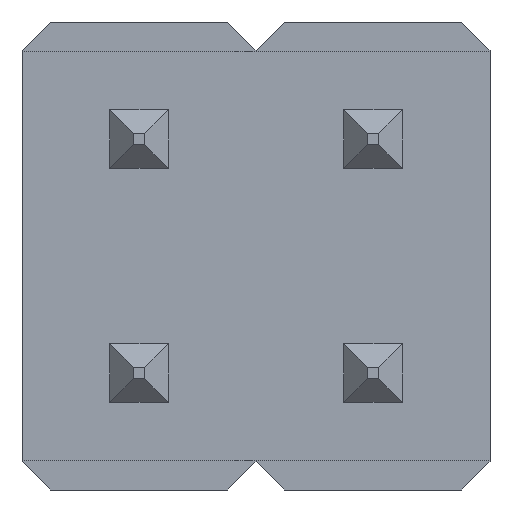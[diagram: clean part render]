
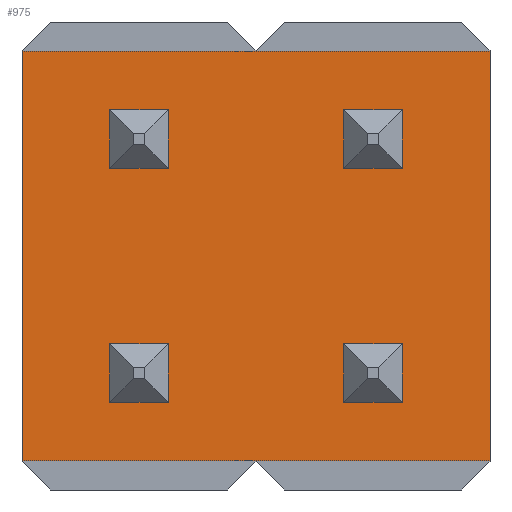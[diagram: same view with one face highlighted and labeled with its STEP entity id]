
A CAD part, front view. The second image highlights one B-rep face of the part: STEP entity #975.
In plain terms, the highlighted planar face has unit normal (0, -1, 0).
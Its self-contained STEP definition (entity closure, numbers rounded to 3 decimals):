
#218=ORIENTED_EDGE('',*,*,#330,.F.);
#219=ORIENTED_EDGE('',*,*,#317,.F.);
#220=ORIENTED_EDGE('',*,*,#314,.F.);
#221=ORIENTED_EDGE('',*,*,#311,.F.);
#222=ORIENTED_EDGE('',*,*,#332,.F.);
#223=ORIENTED_EDGE('',*,*,#327,.F.);
#224=ORIENTED_EDGE('',*,*,#324,.F.);
#225=ORIENTED_EDGE('',*,*,#321,.F.);
#226=ORIENTED_EDGE('',*,*,#376,.F.);
#227=ORIENTED_EDGE('',*,*,#363,.F.);
#228=ORIENTED_EDGE('',*,*,#360,.F.);
#229=ORIENTED_EDGE('',*,*,#357,.F.);
#230=ORIENTED_EDGE('',*,*,#378,.F.);
#231=ORIENTED_EDGE('',*,*,#373,.F.);
#232=ORIENTED_EDGE('',*,*,#370,.F.);
#233=ORIENTED_EDGE('',*,*,#367,.F.);
#234=ORIENTED_EDGE('',*,*,#309,.F.);
#235=ORIENTED_EDGE('',*,*,#402,.F.);
#236=ORIENTED_EDGE('',*,*,#351,.T.);
#237=ORIENTED_EDGE('',*,*,#403,.T.);
#309=EDGE_CURVE('',#439,#432,#523,.T.);
#311=EDGE_CURVE('',#441,#442,#525,.T.);
#314=EDGE_CURVE('',#442,#444,#528,.T.);
#317=EDGE_CURVE('',#444,#446,#531,.T.);
#321=EDGE_CURVE('',#449,#450,#535,.T.);
#324=EDGE_CURVE('',#450,#452,#538,.T.);
#327=EDGE_CURVE('',#452,#454,#541,.T.);
#330=EDGE_CURVE('',#446,#441,#544,.T.);
#332=EDGE_CURVE('',#454,#449,#546,.T.);
#351=EDGE_CURVE('',#471,#470,#565,.T.);
#357=EDGE_CURVE('',#475,#476,#571,.T.);
#360=EDGE_CURVE('',#476,#478,#574,.T.);
#363=EDGE_CURVE('',#478,#480,#577,.T.);
#367=EDGE_CURVE('',#483,#484,#581,.T.);
#370=EDGE_CURVE('',#484,#486,#584,.T.);
#373=EDGE_CURVE('',#486,#488,#587,.T.);
#376=EDGE_CURVE('',#480,#475,#590,.T.);
#378=EDGE_CURVE('',#488,#483,#592,.T.);
#402=EDGE_CURVE('',#471,#439,#616,.T.);
#403=EDGE_CURVE('',#470,#432,#617,.T.);
#432=VERTEX_POINT('',#1319);
#439=VERTEX_POINT('',#1332);
#441=VERTEX_POINT('',#1337);
#442=VERTEX_POINT('',#1339);
#444=VERTEX_POINT('',#1345);
#446=VERTEX_POINT('',#1351);
#449=VERTEX_POINT('',#1358);
#450=VERTEX_POINT('',#1360);
#452=VERTEX_POINT('',#1366);
#454=VERTEX_POINT('',#1372);
#470=VERTEX_POINT('',#1416);
#471=VERTEX_POINT('',#1418);
#475=VERTEX_POINT('',#1428);
#476=VERTEX_POINT('',#1430);
#478=VERTEX_POINT('',#1436);
#480=VERTEX_POINT('',#1442);
#483=VERTEX_POINT('',#1449);
#484=VERTEX_POINT('',#1451);
#486=VERTEX_POINT('',#1457);
#488=VERTEX_POINT('',#1463);
#523=LINE('',#1333,#653);
#525=LINE('',#1338,#655);
#528=LINE('',#1344,#658);
#531=LINE('',#1350,#661);
#535=LINE('',#1359,#665);
#538=LINE('',#1365,#668);
#541=LINE('',#1371,#671);
#544=LINE('',#1377,#674);
#546=LINE('',#1380,#676);
#565=LINE('',#1417,#695);
#571=LINE('',#1429,#701);
#574=LINE('',#1435,#704);
#577=LINE('',#1441,#707);
#581=LINE('',#1450,#711);
#584=LINE('',#1456,#714);
#587=LINE('',#1462,#717);
#590=LINE('',#1468,#720);
#592=LINE('',#1471,#722);
#616=LINE('',#1519,#746);
#617=LINE('',#1520,#747);
#653=VECTOR('',#1085,1000.);
#655=VECTOR('',#1089,1000.);
#658=VECTOR('',#1094,1000.);
#661=VECTOR('',#1099,1000.);
#665=VECTOR('',#1105,1000.);
#668=VECTOR('',#1110,1000.);
#671=VECTOR('',#1115,1000.);
#674=VECTOR('',#1120,1000.);
#676=VECTOR('',#1124,1000.);
#695=VECTOR('',#1149,1000.);
#701=VECTOR('',#1157,1000.);
#704=VECTOR('',#1162,1000.);
#707=VECTOR('',#1167,1000.);
#711=VECTOR('',#1173,1000.);
#714=VECTOR('',#1178,1000.);
#717=VECTOR('',#1183,1000.);
#720=VECTOR('',#1188,1000.);
#722=VECTOR('',#1192,1000.);
#746=VECTOR('',#1244,1000.);
#747=VECTOR('',#1245,1000.);
#813=EDGE_LOOP('',(#218,#219,#220,#221));
#814=EDGE_LOOP('',(#222,#223,#224,#225));
#815=EDGE_LOOP('',(#226,#227,#228,#229));
#816=EDGE_LOOP('',(#230,#231,#232,#233));
#817=EDGE_LOOP('',(#234,#235,#236,#237));
#871=FACE_BOUND('',#813,.T.);
#872=FACE_BOUND('',#814,.T.);
#873=FACE_BOUND('',#815,.T.);
#874=FACE_BOUND('',#816,.T.);
#875=FACE_BOUND('',#817,.T.);
#925=PLANE('',#1052);
#975=ADVANCED_FACE('',(#871,#872,#873,#874,#875),#925,.T.);
#1052=AXIS2_PLACEMENT_3D('',#1518,#1242,#1243);
#1085=DIRECTION('',(0.,0.,1.));
#1089=DIRECTION('',(1.,0.,0.));
#1094=DIRECTION('',(0.,0.,1.));
#1099=DIRECTION('',(-1.,0.,0.));
#1105=DIRECTION('',(1.,0.,0.));
#1110=DIRECTION('',(0.,0.,1.));
#1115=DIRECTION('',(-1.,0.,0.));
#1120=DIRECTION('',(0.,0.,-1.));
#1124=DIRECTION('',(0.,0.,-1.));
#1149=DIRECTION('',(0.,0.,1.));
#1157=DIRECTION('',(1.,0.,0.));
#1162=DIRECTION('',(0.,0.,1.));
#1167=DIRECTION('',(-1.,0.,0.));
#1173=DIRECTION('',(1.,0.,0.));
#1178=DIRECTION('',(0.,0.,1.));
#1183=DIRECTION('',(-1.,0.,0.));
#1188=DIRECTION('',(0.,0.,-1.));
#1192=DIRECTION('',(0.,0.,-1.));
#1242=DIRECTION('',(0.,-1.,0.));
#1243=DIRECTION('',(0.,0.,-1.));
#1244=DIRECTION('',(-1.,0.,0.));
#1245=DIRECTION('',(-1.,0.,0.));
#1319=CARTESIAN_POINT('',(0.,0.5,1.75));
#1332=CARTESIAN_POINT('',(0.,0.5,-1.75));
#1333=CARTESIAN_POINT('',(0.,0.5,-1.75));
#1337=CARTESIAN_POINT('',(0.75,0.5,0.75));
#1338=CARTESIAN_POINT('',(1.25,0.5,0.75));
#1339=CARTESIAN_POINT('',(1.25,0.5,0.75));
#1344=CARTESIAN_POINT('',(1.25,0.5,1.25));
#1345=CARTESIAN_POINT('',(1.25,0.5,1.25));
#1350=CARTESIAN_POINT('',(0.75,0.5,1.25));
#1351=CARTESIAN_POINT('',(0.75,0.5,1.25));
#1358=CARTESIAN_POINT('',(0.75,0.5,-1.25));
#1359=CARTESIAN_POINT('',(1.25,0.5,-1.25));
#1360=CARTESIAN_POINT('',(1.25,0.5,-1.25));
#1365=CARTESIAN_POINT('',(1.25,0.5,-0.75));
#1366=CARTESIAN_POINT('',(1.25,0.5,-0.75));
#1371=CARTESIAN_POINT('',(0.75,0.5,-0.75));
#1372=CARTESIAN_POINT('',(0.75,0.5,-0.75));
#1377=CARTESIAN_POINT('',(0.75,0.5,0.75));
#1380=CARTESIAN_POINT('',(0.75,0.5,-1.25));
#1416=CARTESIAN_POINT('',(4.,0.5,1.75));
#1417=CARTESIAN_POINT('',(4.,0.5,-1.75));
#1418=CARTESIAN_POINT('',(4.,0.5,-1.75));
#1428=CARTESIAN_POINT('',(2.75,0.5,0.75));
#1429=CARTESIAN_POINT('',(3.25,0.5,0.75));
#1430=CARTESIAN_POINT('',(3.25,0.5,0.75));
#1435=CARTESIAN_POINT('',(3.25,0.5,1.25));
#1436=CARTESIAN_POINT('',(3.25,0.5,1.25));
#1441=CARTESIAN_POINT('',(2.75,0.5,1.25));
#1442=CARTESIAN_POINT('',(2.75,0.5,1.25));
#1449=CARTESIAN_POINT('',(2.75,0.5,-1.25));
#1450=CARTESIAN_POINT('',(3.25,0.5,-1.25));
#1451=CARTESIAN_POINT('',(3.25,0.5,-1.25));
#1456=CARTESIAN_POINT('',(3.25,0.5,-0.75));
#1457=CARTESIAN_POINT('',(3.25,0.5,-0.75));
#1462=CARTESIAN_POINT('',(2.75,0.5,-0.75));
#1463=CARTESIAN_POINT('',(2.75,0.5,-0.75));
#1468=CARTESIAN_POINT('',(2.75,0.5,0.75));
#1471=CARTESIAN_POINT('',(2.75,0.5,-1.25));
#1518=CARTESIAN_POINT('',(4.,0.5,-1.75));
#1519=CARTESIAN_POINT('',(4.,0.5,-1.75));
#1520=CARTESIAN_POINT('',(4.,0.5,1.75));
